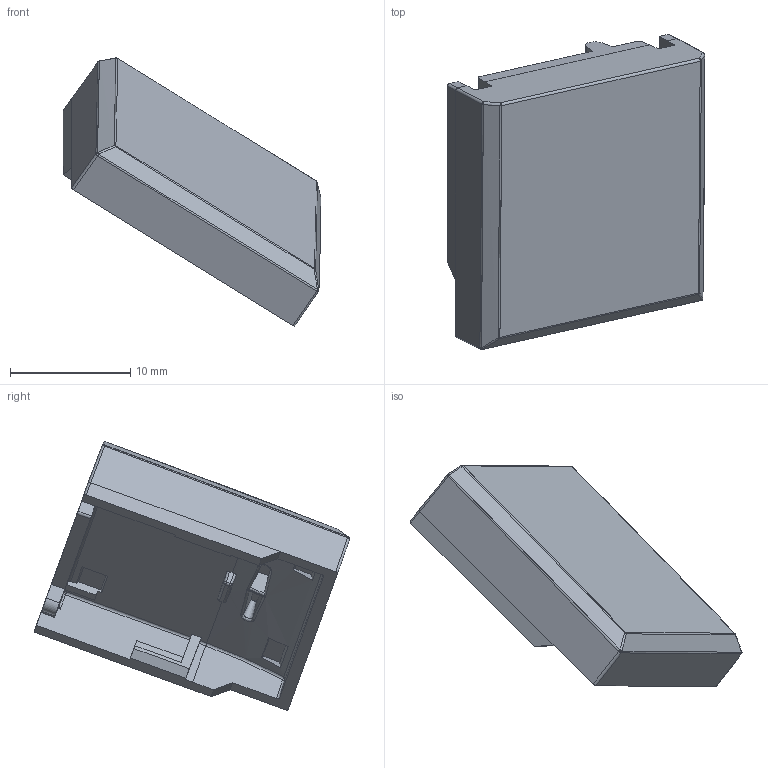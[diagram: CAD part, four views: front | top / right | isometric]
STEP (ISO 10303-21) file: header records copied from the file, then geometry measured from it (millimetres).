
FILE_DESCRIPTION(('CATIA V5 STEP Exchange'),'2;1');
FILE_NAME('442TGC-W.stp','2024-03-08T07:19:19+00:00',('none'),('none'),'CATIA Version 5-6 Release 2016 SP6','CATIA V5 STEP AP203','none');
FILE_SCHEMA(('CONFIG_CONTROL_DESIGN'));
Length unit declared in the file: millimetre
Products named in the file (1): 44XTGC-W
Assembly tree (1 placements, depth 2):
  44XTGC-W
    #57
Bounding box: 21.45 x 26.25 x 22.33 mm (x, y, z)
Volume: 1435.9 mm3; surface area: 1765.9 mm2
Topology: 1 solids, 1 shells, 169 faces, 443 edges, 264 vertices
Faces by surface type: plane 83, cylinder 38, bspline 24, sphere 18, cone 6
Entity records: 5867 total; most frequent: CARTESIAN_POINT 2239, ORIENTED_EDGE 854, DIRECTION 528, EDGE_CURVE 427, VERTEX_POINT 264, VECTOR 229, LINE 229, AXIS2_PLACEMENT_3D 176
